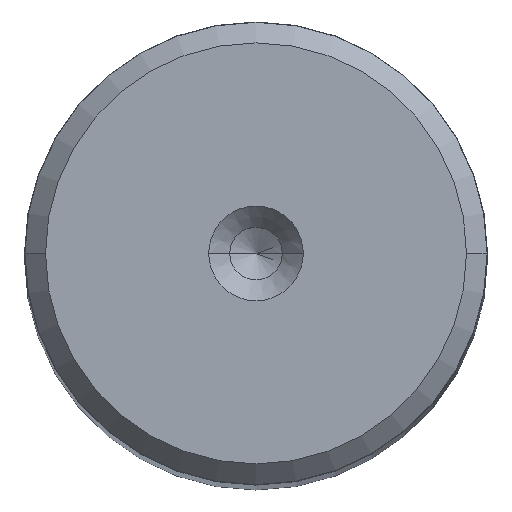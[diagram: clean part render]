
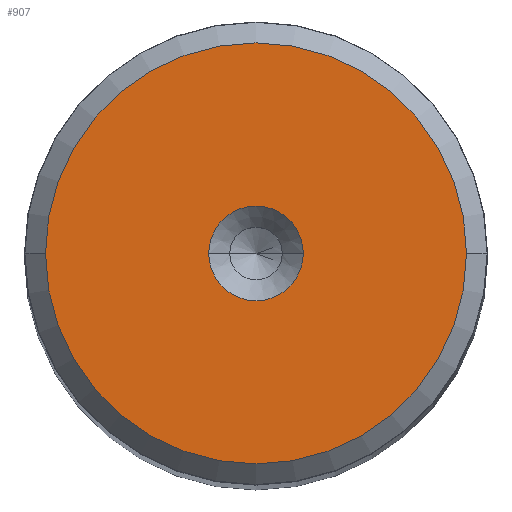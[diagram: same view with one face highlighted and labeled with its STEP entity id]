
A CAD part, top view. The second image highlights one B-rep face of the part: STEP entity #907.
In plain terms, the highlighted planar face has unit normal (0, 0, 1).
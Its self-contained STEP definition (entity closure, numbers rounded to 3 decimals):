
#33 = CIRCLE ( 'NONE', #656, 10.009 ) ;
#37 = CARTESIAN_POINT ( 'NONE',  ( 0., 0., 140. ) ) ;
#86 = CARTESIAN_POINT ( 'NONE',  ( 0., 0., 140. ) ) ;
#239 = CARTESIAN_POINT ( 'NONE',  ( 0., 0., 140. ) ) ;
#247 = DIRECTION ( 'NONE',  ( 1., 0., 0. ) ) ;
#375 = CARTESIAN_POINT ( 'NONE',  ( 2.25, 0., 140. ) ) ;
#415 = EDGE_CURVE ( 'NONE', #1814, #1358, #2348, .T. ) ;
#435 = VERTEX_POINT ( 'NONE', #375 ) ;
#543 = AXIS2_PLACEMENT_3D ( 'NONE', #239, #2492, #1057 ) ;
#563 = CARTESIAN_POINT ( 'NONE',  ( 0., 0., 140. ) ) ;
#643 = EDGE_LOOP ( 'NONE', ( #2373, #1797 ) ) ;
#650 = VERTEX_POINT ( 'NONE', #1624 ) ;
#656 = AXIS2_PLACEMENT_3D ( 'NONE', #563, #1212, #1203 ) ;
#836 = EDGE_CURVE ( 'NONE', #435, #650, #2281, .T. ) ;
#907 = ADVANCED_FACE ( 'NONE', ( #1301, #2404 ), #1868, .T. ) ;
#935 = ORIENTED_EDGE ( 'NONE', *, *, #836, .F. ) ;
#1057 = DIRECTION ( 'NONE',  ( 1., 0., 0. ) ) ;
#1095 = EDGE_LOOP ( 'NONE', ( #935, #2538 ) ) ;
#1139 = DIRECTION ( 'NONE',  ( 0., 0., 1. ) ) ;
#1181 = CARTESIAN_POINT ( 'NONE',  ( -10.009, 0., 140. ) ) ;
#1203 = DIRECTION ( 'NONE',  ( 1., 0., 0. ) ) ;
#1209 = AXIS2_PLACEMENT_3D ( 'NONE', #86, #1476, #2301 ) ;
#1212 = DIRECTION ( 'NONE',  ( 0., 0., 1. ) ) ;
#1292 = AXIS2_PLACEMENT_3D ( 'NONE', #2387, #1139, #2570 ) ;
#1301 = FACE_BOUND ( 'NONE', #1095, .T. ) ;
#1303 = EDGE_CURVE ( 'NONE', #1358, #1814, #33, .T. ) ;
#1358 = VERTEX_POINT ( 'NONE', #1181 ) ;
#1455 = DIRECTION ( 'NONE',  ( 0., 0., 1. ) ) ;
#1476 = DIRECTION ( 'NONE',  ( 0., 0., 1. ) ) ;
#1548 = AXIS2_PLACEMENT_3D ( 'NONE', #37, #1455, #247 ) ;
#1624 = CARTESIAN_POINT ( 'NONE',  ( -2.25, 0., 140. ) ) ;
#1666 = EDGE_CURVE ( 'NONE', #650, #435, #2487, .T. ) ;
#1797 = ORIENTED_EDGE ( 'NONE', *, *, #415, .T. ) ;
#1814 = VERTEX_POINT ( 'NONE', #2357 ) ;
#1868 = PLANE ( 'NONE',  #1548 ) ;
#2281 = CIRCLE ( 'NONE', #543, 2.25 ) ;
#2301 = DIRECTION ( 'NONE',  ( 1., 0., 0. ) ) ;
#2348 = CIRCLE ( 'NONE', #1292, 10.009 ) ;
#2357 = CARTESIAN_POINT ( 'NONE',  ( 10.009, 0., 140. ) ) ;
#2373 = ORIENTED_EDGE ( 'NONE', *, *, #1303, .T. ) ;
#2387 = CARTESIAN_POINT ( 'NONE',  ( 0., 0., 140. ) ) ;
#2404 = FACE_OUTER_BOUND ( 'NONE', #643, .T. ) ;
#2487 = CIRCLE ( 'NONE', #1209, 2.25 ) ;
#2492 = DIRECTION ( 'NONE',  ( 0., 0., 1. ) ) ;
#2538 = ORIENTED_EDGE ( 'NONE', *, *, #1666, .F. ) ;
#2570 = DIRECTION ( 'NONE',  ( 1., 0., 0. ) ) ;
